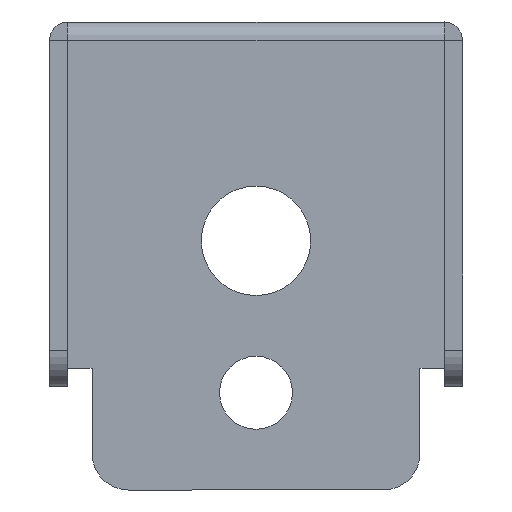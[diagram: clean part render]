
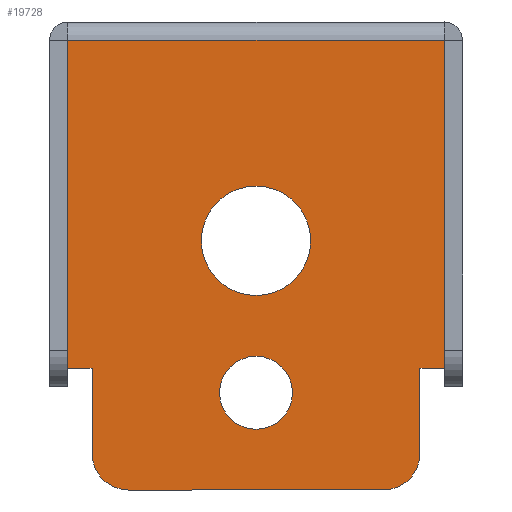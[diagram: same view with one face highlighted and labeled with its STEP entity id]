
A CAD part, left-side view. The second image highlights one B-rep face of the part: STEP entity #19728.
In plain terms, the highlighted planar face has unit normal (-1, 0, 0).
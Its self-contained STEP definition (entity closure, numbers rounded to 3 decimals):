
#2190 = CARTESIAN_POINT ( 'NONE',  ( -749.5, 15.49, -0.01 ) ) ;
#2191 = CARTESIAN_POINT ( 'NONE',  ( -749.5, -15.49, -0.01 ) ) ;
#2193 = CARTESIAN_POINT ( 'NONE',  ( -749.5, -10.49, -37. ) ) ;
#2194 = CARTESIAN_POINT ( 'NONE',  ( -749.5, 10.49, -37. ) ) ;
#2195 = CARTESIAN_POINT ( 'NONE',  ( -749.5, -13.49, -34. ) ) ;
#2196 = CARTESIAN_POINT ( 'NONE',  ( -749.5, 13.49, -34. ) ) ;
#3742 = VERTEX_POINT ( 'NONE', #2190 ) ;
#3743 = VERTEX_POINT ( 'NONE', #2191 ) ;
#3745 = VERTEX_POINT ( 'NONE', #2193 ) ;
#3746 = VERTEX_POINT ( 'NONE', #2194 ) ;
#3747 = VERTEX_POINT ( 'NONE', #2195 ) ;
#3748 = VERTEX_POINT ( 'NONE', #2196 ) ;
#4963 = CARTESIAN_POINT ( 'NONE',  ( -749.5, -15.49, 0. ) ) ;
#4979 = DIRECTION ( 'NONE',  ( 0., 0., 1. ) ) ;
#5377 = CARTESIAN_POINT ( 'NONE',  ( -749.5, 15.49, 0. ) ) ;
#5382 = PLANE ( 'NONE',  #8536 ) ;
#5383 = DIRECTION ( 'NONE',  ( 1., 0., 0. ) ) ;
#5384 = DIRECTION ( 'NONE',  ( 0., 0., -1. ) ) ;
#5575 = EDGE_CURVE ( 'NONE', #3745, #3747, #30327, .T. ) ;
#5577 = EDGE_CURVE ( 'NONE', #3742, #3743, #30325, .T. ) ;
#5581 = EDGE_CURVE ( 'NONE', #3742, #9219, #30331, .T. ) ;
#5583 = EDGE_CURVE ( 'NONE', #3747, #9211, #30333, .T. ) ;
#5589 = EDGE_CURVE ( 'NONE', #3745, #3746, #30347, .T. ) ;
#5591 = EDGE_CURVE ( 'NONE', #9179, #9178, #30355, .T. ) ;
#5593 = EDGE_CURVE ( 'NONE', #9194, #9192, #30359, .T. ) ;
#5595 = EDGE_CURVE ( 'NONE', #3748, #9215, #30357, .T. ) ;
#5599 = EDGE_CURVE ( 'NONE', #3748, #3746, #30369, .T. ) ;
#6573 = EDGE_CURVE ( 'NONE', #9178, #9179, #24035, .T. ) ;
#6581 = EDGE_CURVE ( 'NONE', #9192, #9194, #24062, .T. ) ;
#6604 = EDGE_CURVE ( 'NONE', #9211, #9213, #18079, .T. ) ;
#6606 = EDGE_CURVE ( 'NONE', #9219, #9215, #18088, .T. ) ;
#7728 = FACE_BOUND ( 'NONE', #18778, .T. ) ;
#7734 = FACE_BOUND ( 'NONE', #18781, .T. ) ;
#7736 = FACE_OUTER_BOUND ( 'NONE', #18782, .T. ) ;
#8016 = VECTOR ( 'NONE', #4979, 1000. ) ;
#8022 = LINE ( 'NONE', #4963, #8016 ) ;
#8536 = AXIS2_PLACEMENT_3D ( 'NONE', #5377, #5383, #5384 ) ;
#8703 = ORIENTED_EDGE ( 'NONE', *, *, #5591, .F. ) ;
#8704 = ORIENTED_EDGE ( 'NONE', *, *, #6573, .F. ) ;
#8705 = ORIENTED_EDGE ( 'NONE', *, *, #5593, .F. ) ;
#8706 = ORIENTED_EDGE ( 'NONE', *, *, #6581, .F. ) ;
#8707 = ORIENTED_EDGE ( 'NONE', *, *, #5589, .F. ) ;
#8708 = ORIENTED_EDGE ( 'NONE', *, *, #5575, .T. ) ;
#8709 = ORIENTED_EDGE ( 'NONE', *, *, #5583, .T. ) ;
#8710 = ORIENTED_EDGE ( 'NONE', *, *, #6604, .T. ) ;
#8711 = ORIENTED_EDGE ( 'NONE', *, *, #17461, .T. ) ;
#8712 = ORIENTED_EDGE ( 'NONE', *, *, #5577, .F. ) ;
#8713 = ORIENTED_EDGE ( 'NONE', *, *, #5581, .T. ) ;
#8714 = ORIENTED_EDGE ( 'NONE', *, *, #6606, .T. ) ;
#8715 = ORIENTED_EDGE ( 'NONE', *, *, #5595, .F. ) ;
#8716 = ORIENTED_EDGE ( 'NONE', *, *, #5599, .T. ) ;
#9178 = VERTEX_POINT ( 'NONE', #18060 ) ;
#9179 = VERTEX_POINT ( 'NONE', #18061 ) ;
#9192 = VERTEX_POINT ( 'NONE', #18074 ) ;
#9194 = VERTEX_POINT ( 'NONE', #18076 ) ;
#9211 = VERTEX_POINT ( 'NONE', #18094 ) ;
#9213 = VERTEX_POINT ( 'NONE', #18098 ) ;
#9215 = VERTEX_POINT ( 'NONE', #18100 ) ;
#9219 = VERTEX_POINT ( 'NONE', #18104 ) ;
#16744 = CARTESIAN_POINT ( 'NONE',  ( -749.5, -10.49, -34. ) ) ;
#16745 = DIRECTION ( 'NONE',  ( -1., 0., 0. ) ) ;
#16746 = DIRECTION ( 'NONE',  ( 0., 0., -1. ) ) ;
#16747 = CARTESIAN_POINT ( 'NONE',  ( -749.5, 15.49, -0.01 ) ) ;
#16750 = DIRECTION ( 'NONE',  ( 0., -1., 0. ) ) ;
#16755 = CARTESIAN_POINT ( 'NONE',  ( -749.5, 15.49, -27. ) ) ;
#16757 = CARTESIAN_POINT ( 'NONE',  ( -749.5, -13.49, -37. ) ) ;
#16758 = DIRECTION ( 'NONE',  ( 0., 0., -1. ) ) ;
#16762 = DIRECTION ( 'NONE',  ( 0., 0., 1. ) ) ;
#16772 = CARTESIAN_POINT ( 'NONE',  ( -749.5, -13.49, -37. ) ) ;
#16775 = DIRECTION ( 'NONE',  ( 0., 1., 0. ) ) ;
#16778 = CARTESIAN_POINT ( 'NONE',  ( -749.5, 0., -16.5 ) ) ;
#16779 = DIRECTION ( 'NONE',  ( -1., 0., 0. ) ) ;
#16780 = DIRECTION ( 'NONE',  ( 0., 0., 1. ) ) ;
#16783 = CARTESIAN_POINT ( 'NONE',  ( -749.5, 0., -29. ) ) ;
#16784 = DIRECTION ( 'NONE',  ( -1., 0., 0. ) ) ;
#16785 = DIRECTION ( 'NONE',  ( 0., 0., 1. ) ) ;
#16786 = CARTESIAN_POINT ( 'NONE',  ( -749.5, 13.49, -37. ) ) ;
#16789 = DIRECTION ( 'NONE',  ( 0., 0., 1. ) ) ;
#16797 = CARTESIAN_POINT ( 'NONE',  ( -749.5, 10.49, -34. ) ) ;
#16798 = DIRECTION ( 'NONE',  ( -1., 0., 0. ) ) ;
#16799 = DIRECTION ( 'NONE',  ( 0., 0., -1. ) ) ;
#17461 = EDGE_CURVE ( 'NONE', #9213, #3743, #8022, .T. ) ;
#17519 = CARTESIAN_POINT ( 'NONE',  ( -749.5, 0., -16.5 ) ) ;
#17520 = DIRECTION ( 'NONE',  ( -1., 0., 0. ) ) ;
#17521 = DIRECTION ( 'NONE',  ( 0., 0., 1. ) ) ;
#17539 = CARTESIAN_POINT ( 'NONE',  ( -749.5, 0., -29. ) ) ;
#17540 = DIRECTION ( 'NONE',  ( -1., 0., 0. ) ) ;
#17541 = DIRECTION ( 'NONE',  ( 0., 0., 1. ) ) ;
#17591 = CARTESIAN_POINT ( 'NONE',  ( -749.5, -15.49, -27. ) ) ;
#17592 = DIRECTION ( 'NONE',  ( 0., -1., 0. ) ) ;
#17595 = CARTESIAN_POINT ( 'NONE',  ( -749.5, -15.49, -27. ) ) ;
#17596 = DIRECTION ( 'NONE',  ( 0., -1., 0. ) ) ;
#18060 = CARTESIAN_POINT ( 'NONE',  ( -749.5, 0., -21. ) ) ;
#18061 = CARTESIAN_POINT ( 'NONE',  ( -749.5, 0., -12. ) ) ;
#18074 = CARTESIAN_POINT ( 'NONE',  ( -749.5, 0., -32. ) ) ;
#18076 = CARTESIAN_POINT ( 'NONE',  ( -749.5, 0., -26. ) ) ;
#18079 = LINE ( 'NONE', #17591, #18081 ) ;
#18081 = VECTOR ( 'NONE', #17592, 1000. ) ;
#18088 = LINE ( 'NONE', #17595, #18090 ) ;
#18090 = VECTOR ( 'NONE', #17596, 1000. ) ;
#18094 = CARTESIAN_POINT ( 'NONE',  ( -749.5, -13.49, -27. ) ) ;
#18098 = CARTESIAN_POINT ( 'NONE',  ( -749.5, -15.49, -27. ) ) ;
#18100 = CARTESIAN_POINT ( 'NONE',  ( -749.5, 13.49, -27. ) ) ;
#18104 = CARTESIAN_POINT ( 'NONE',  ( -749.5, 15.49, -27. ) ) ;
#18778 = EDGE_LOOP ( 'NONE', ( #8703, #8704 ) ) ;
#18781 = EDGE_LOOP ( 'NONE', ( #8705, #8706 ) ) ;
#18782 = EDGE_LOOP ( 'NONE', ( #8707, #8708, #8709, #8710, #8711, #8712, #8713, #8714, #8715, #8716 ) ) ;
#19728 = ADVANCED_FACE ( 'NONE', ( #7728, #7734, #7736 ), #5382, .F. ) ;
#20785 = AXIS2_PLACEMENT_3D ( 'NONE', #16744, #16745, #16746 ) ;
#20786 = AXIS2_PLACEMENT_3D ( 'NONE', #16797, #16798, #16799 ) ;
#20787 = AXIS2_PLACEMENT_3D ( 'NONE', #16778, #16779, #16780 ) ;
#20788 = AXIS2_PLACEMENT_3D ( 'NONE', #16783, #16784, #16785 ) ;
#24035 = CIRCLE ( 'NONE', #26361, 4.5 ) ;
#24062 = CIRCLE ( 'NONE', #26365, 3. ) ;
#26361 = AXIS2_PLACEMENT_3D ( 'NONE', #17519, #17520, #17521 ) ;
#26365 = AXIS2_PLACEMENT_3D ( 'NONE', #17539, #17540, #17541 ) ;
#30325 = LINE ( 'NONE', #16747, #30328 ) ;
#30327 = CIRCLE ( 'NONE', #20785, 3. ) ;
#30328 = VECTOR ( 'NONE', #16750, 1000. ) ;
#30331 = LINE ( 'NONE', #16755, #30336 ) ;
#30333 = LINE ( 'NONE', #16757, #30340 ) ;
#30336 = VECTOR ( 'NONE', #16758, 1000. ) ;
#30340 = VECTOR ( 'NONE', #16762, 1000. ) ;
#30347 = LINE ( 'NONE', #16772, #30350 ) ;
#30350 = VECTOR ( 'NONE', #16775, 1000. ) ;
#30355 = CIRCLE ( 'NONE', #20787, 4.5 ) ;
#30357 = LINE ( 'NONE', #16786, #30360 ) ;
#30359 = CIRCLE ( 'NONE', #20788, 3. ) ;
#30360 = VECTOR ( 'NONE', #16789, 1000. ) ;
#30369 = CIRCLE ( 'NONE', #20786, 3. ) ;
